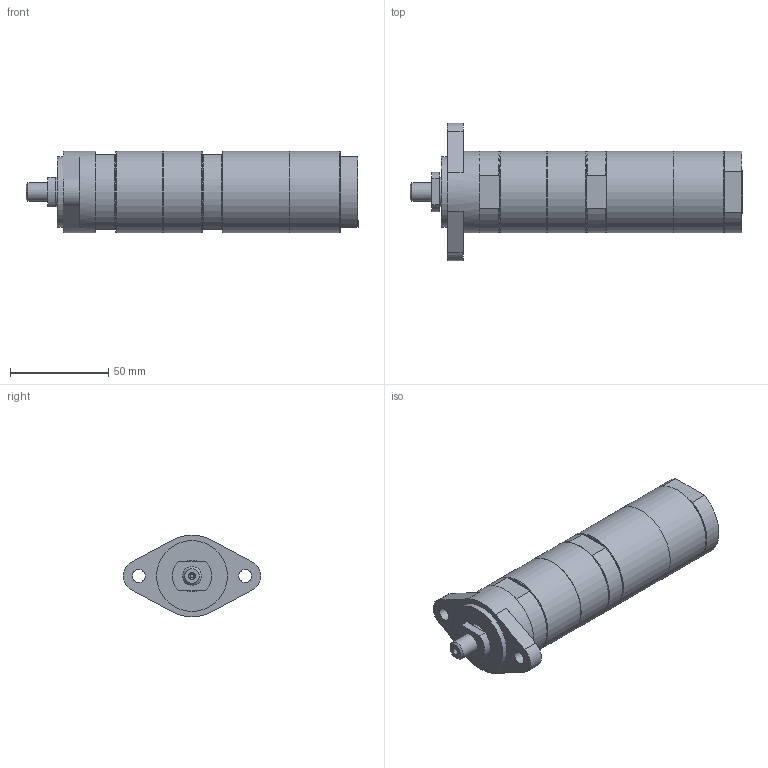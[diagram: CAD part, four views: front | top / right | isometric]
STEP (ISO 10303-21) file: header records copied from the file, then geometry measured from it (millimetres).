
FILE_DESCRIPTION(/* description */ (''),/* implementation_level */ '2;1');
FILE_NAME(/* name */ 'MRD 38-580 3-8 F54_29944447.stp',/* time_stamp */ '2018-06-06T10:59:11+02:00',/* author */ ('FLambert'),/* organization */ (''),/* preprocessor_version */ 'ST-DEVELOPER v17',/* originating_system */ 'Autodesk Inventor 2018',/* authorisation */ '');
FILE_SCHEMA (('AUTOMOTIVE_DESIGN { 1 0 10303 214 3 1 1 }'));
Length unit declared in the file: millimetre
Products named in the file (1): MRD 38-580 3-8 F54_29944447
Bounding box: 168.7 x 69.94 x 41.5 mm (x, y, z)
Volume: 207798.7 mm3; surface area: 26994.8 mm2
Topology: 1 solids, 2 shells, 164 faces, 422 edges, 278 vertices
Faces by surface type: plane 109, cylinder 27, cone 21, bspline 7
Full cylindrical faces by diameter (mm): 1.6 x1, 4 x1, 6.5 x2, 9.525 x1, 11.445 x3, 14.95 x1, 16 x1, 36 x2, 41.5 x5
Entity records: 5253 total; most frequent: CARTESIAN_POINT 1030, ORIENTED_EDGE 840, DIRECTION 810, EDGE_CURVE 420, VERTEX_POINT 278, AXIS2_PLACEMENT_3D 274, LINE 262, VECTOR 262
